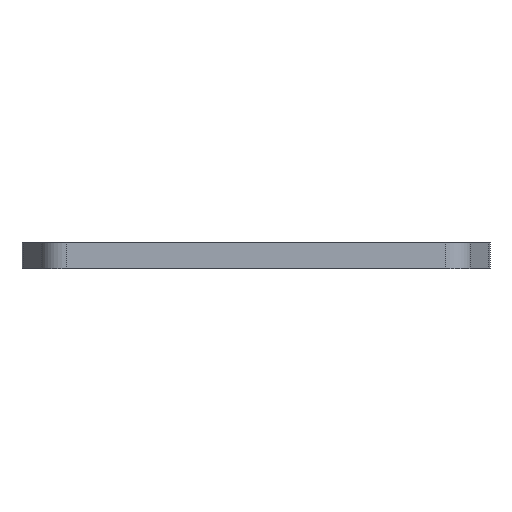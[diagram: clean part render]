
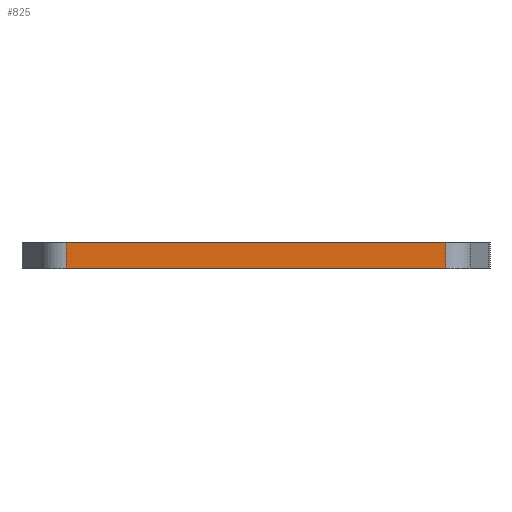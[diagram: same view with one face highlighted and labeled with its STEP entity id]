
A CAD part, front view. The second image highlights one B-rep face of the part: STEP entity #825.
In plain terms, the highlighted planar face has unit normal (0, -1, 0).
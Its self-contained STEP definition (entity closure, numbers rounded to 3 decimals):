
#798=AXIS2_PLACEMENT_3D('Plane Axis2P3D',#795,#796,#797) ;
#52=CARTESIAN_POINT('Vertex',(-7.299,0.,-0.5)) ;
#55=CARTESIAN_POINT('Line Origine',(-7.299,0.,0.)) ;
#59=CARTESIAN_POINT('Vertex',(-7.299,0.,0.5)) ;
#795=CARTESIAN_POINT('Axis2P3D Location',(-9.5,0.,0.)) ;
#800=CARTESIAN_POINT('Line Origine',(0.,0.,0.5)) ;
#804=CARTESIAN_POINT('Vertex',(7.299,0.,0.5)) ;
#807=CARTESIAN_POINT('Line Origine',(0.,0.,-0.5)) ;
#811=CARTESIAN_POINT('Vertex',(7.299,0.,-0.5)) ;
#814=CARTESIAN_POINT('Line Origine',(7.299,0.,0.)) ;
#56=DIRECTION('Vector Direction',(0.,0.,1.)) ;
#796=DIRECTION('Axis2P3D Direction',(0.,-1.,0.)) ;
#797=DIRECTION('Axis2P3D XDirection',(1.,0.,0.)) ;
#801=DIRECTION('Vector Direction',(1.,0.,0.)) ;
#808=DIRECTION('Vector Direction',(1.,0.,0.)) ;
#815=DIRECTION('Vector Direction',(0.,0.,-1.)) ;
#57=VECTOR('Line Direction',#56,1.) ;
#802=VECTOR('Line Direction',#801,1.) ;
#809=VECTOR('Line Direction',#808,1.) ;
#816=VECTOR('Line Direction',#815,1.) ;
#820=ORIENTED_EDGE('',*,*,#806,.T.) ;
#821=ORIENTED_EDGE('',*,*,#61,.T.) ;
#822=ORIENTED_EDGE('',*,*,#813,.F.) ;
#823=ORIENTED_EDGE('',*,*,#818,.F.) ;
#825=ADVANCED_FACE('Hauptk\X2\00F6\X0\rper',(#824),#799,.T.) ;
#61=EDGE_CURVE('',#60,#53,#58,.F.) ;
#806=EDGE_CURVE('',#805,#60,#803,.F.) ;
#813=EDGE_CURVE('',#812,#53,#810,.F.) ;
#818=EDGE_CURVE('',#805,#812,#817,.T.) ;
#819=EDGE_LOOP('',(#820,#821,#822,#823)) ;
#824=FACE_OUTER_BOUND('',#819,.T.) ;
#58=LINE('Line',#55,#57) ;
#803=LINE('Line',#800,#802) ;
#810=LINE('Line',#807,#809) ;
#817=LINE('Line',#814,#816) ;
#799=PLANE('',#798) ;
#53=VERTEX_POINT('',#52) ;
#60=VERTEX_POINT('',#59) ;
#805=VERTEX_POINT('',#804) ;
#812=VERTEX_POINT('',#811) ;
